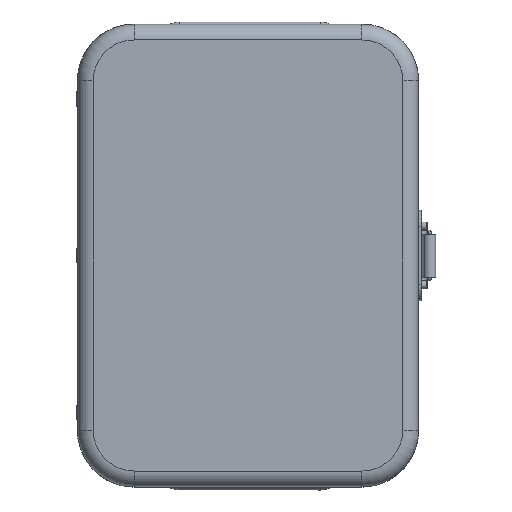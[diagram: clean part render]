
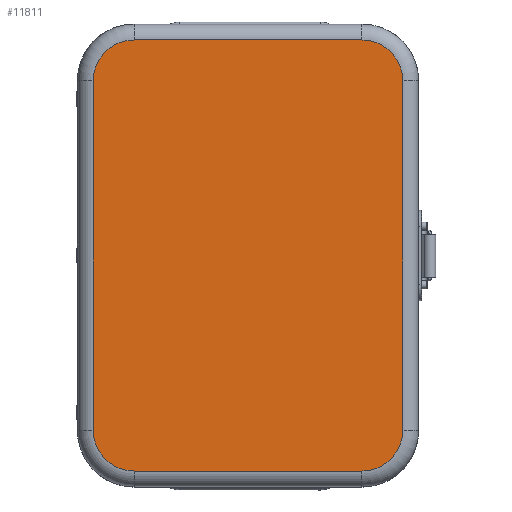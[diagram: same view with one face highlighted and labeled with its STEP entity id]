
A CAD part, top view. The second image highlights one B-rep face of the part: STEP entity #11811.
In plain terms, the highlighted planar face has unit normal (0, 0, 1).
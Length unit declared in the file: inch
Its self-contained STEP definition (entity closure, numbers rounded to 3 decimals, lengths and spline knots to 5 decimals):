
#1093=LINE('',#28929,#1893);
#1095=LINE('',#28949,#1895);
#1098=LINE('',#28956,#1898);
#1100=LINE('',#28971,#1900);
#1893=VECTOR('',#15573,3.638);
#1895=VECTOR('',#15597,5.58);
#1898=VECTOR('',#15604,5.58);
#1900=VECTOR('',#15624,3.638);
#2505=PLANE('',#13197);
#3053=FACE_OUTER_BOUND('',#3845,.T.);
#3845=EDGE_LOOP('',(#9547,#9548,#9549,#9550,#9551,#9552,#9553,#9554));
#4819=CIRCLE('',#13172,0.65);
#4823=CIRCLE('',#13177,0.65);
#4827=CIRCLE('',#13184,0.65);
#4831=CIRCLE('',#13189,0.65);
#5711=VERTEX_POINT('',#28926);
#5712=VERTEX_POINT('',#28928);
#5715=VERTEX_POINT('',#28935);
#5716=VERTEX_POINT('',#28940);
#5719=VERTEX_POINT('',#28947);
#5720=VERTEX_POINT('',#28952);
#5723=VERTEX_POINT('',#28959);
#5724=VERTEX_POINT('',#28964);
#7102=EDGE_CURVE('',#5711,#5712,#1093,.T.);
#7106=EDGE_CURVE('',#5715,#5711,#4819,.T.);
#7110=EDGE_CURVE('',#5712,#5716,#4823,.T.);
#7112=EDGE_CURVE('',#5719,#5715,#1095,.T.);
#7116=EDGE_CURVE('',#5716,#5720,#1098,.T.);
#7118=EDGE_CURVE('',#5723,#5719,#4827,.T.);
#7122=EDGE_CURVE('',#5720,#5724,#4831,.T.);
#7124=EDGE_CURVE('',#5724,#5723,#1100,.T.);
#9547=ORIENTED_EDGE('',*,*,#7102,.F.);
#9548=ORIENTED_EDGE('',*,*,#7106,.F.);
#9549=ORIENTED_EDGE('',*,*,#7112,.F.);
#9550=ORIENTED_EDGE('',*,*,#7118,.F.);
#9551=ORIENTED_EDGE('',*,*,#7124,.F.);
#9552=ORIENTED_EDGE('',*,*,#7122,.F.);
#9553=ORIENTED_EDGE('',*,*,#7116,.F.);
#9554=ORIENTED_EDGE('',*,*,#7110,.F.);
#11811=ADVANCED_FACE('',(#3053),#2505,.T.);
#13172=AXIS2_PLACEMENT_3D('',#28937,#15581,#15582);
#13177=AXIS2_PLACEMENT_3D('',#28944,#15591,#15592);
#13184=AXIS2_PLACEMENT_3D('',#28961,#15609,#15610);
#13189=AXIS2_PLACEMENT_3D('',#28968,#15619,#15620);
#13197=AXIS2_PLACEMENT_3D('',#28990,#15644,#15645);
#15573=DIRECTION('',(1.,0.,0.));
#15581=DIRECTION('center_axis',(0.,0.,-1.));
#15582=DIRECTION('ref_axis',(-0.707,0.707,0.));
#15591=DIRECTION('center_axis',(0.,0.,-1.));
#15592=DIRECTION('ref_axis',(0.707,0.707,0.));
#15597=DIRECTION('',(0.,1.,0.));
#15604=DIRECTION('',(0.,-1.,0.));
#15609=DIRECTION('center_axis',(0.,0.,-1.));
#15610=DIRECTION('ref_axis',(-0.707,-0.707,0.));
#15619=DIRECTION('center_axis',(0.,0.,-1.));
#15620=DIRECTION('ref_axis',(0.707,-0.707,0.));
#15624=DIRECTION('',(-1.,0.,0.));
#15644=DIRECTION('center_axis',(0.,0.,1.));
#15645=DIRECTION('ref_axis',(1.,0.,0.));
#28926=CARTESIAN_POINT('',(-1.819,3.44,0.765));
#28928=CARTESIAN_POINT('',(1.819,3.44,0.765));
#28929=CARTESIAN_POINT('',(-0.9095,3.44,0.765));
#28935=CARTESIAN_POINT('',(-2.469,2.79,0.765));
#28937=CARTESIAN_POINT('Origin',(-1.819,2.79,0.765));
#28940=CARTESIAN_POINT('',(2.469,2.79,0.765));
#28944=CARTESIAN_POINT('Origin',(1.819,2.79,0.765));
#28947=CARTESIAN_POINT('',(-2.469,-2.79,0.765));
#28949=CARTESIAN_POINT('',(-2.469,-1.395,0.765));
#28952=CARTESIAN_POINT('',(2.469,-2.79,0.765));
#28956=CARTESIAN_POINT('',(2.469,1.395,0.765));
#28959=CARTESIAN_POINT('',(-1.819,-3.44,0.765));
#28961=CARTESIAN_POINT('Origin',(-1.819,-2.79,0.765));
#28964=CARTESIAN_POINT('',(1.819,-3.44,0.765));
#28968=CARTESIAN_POINT('Origin',(1.819,-2.79,0.765));
#28971=CARTESIAN_POINT('',(0.9095,-3.44,0.765));
#28990=CARTESIAN_POINT('Origin',(0.,0.,
0.765));
